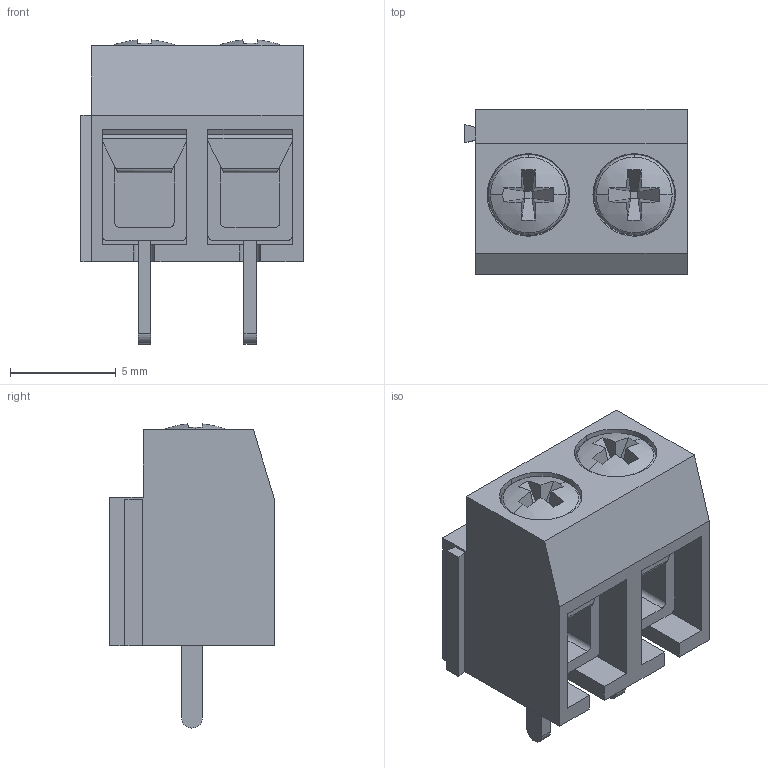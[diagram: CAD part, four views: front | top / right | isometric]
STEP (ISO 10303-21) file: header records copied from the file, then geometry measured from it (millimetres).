
FILE_DESCRIPTION (( 'STEP AP214' ), '1' );
FILE_NAME ('WJ126V-5.0-2P.stp', '2021-05-16T06:07:39', ( '' ), ( '' ), 'SwSTEP 2.0', 'SolidWorks 2020', '' );
FILE_SCHEMA (( 'AUTOMOTIVE_DESIGN' ));
Length unit declared in the file: millimetre
Products named in the file (5): WJ126V-5.0-2P-InternalMetal; WJ126V-5.0-2P-Screw; WJ126V-5.0-2P; WJ126V-5.0-2P-PlasticShell; WJ126V-5.0-2P-InternalMetal2
Assembly tree (7 placements, depth 2):
  WJ126V-5.0-2P
    WJ126V-5.0-2P-PlasticShell
    WJ126V-5.0-2P-InternalMetal  x2
    WJ126V-5.0-2P-InternalMetal2  x2
    WJ126V-5.0-2P-Screw  x2
Bounding box: 10.5 x 7.8 x 14.37 mm (x, y, z)
Volume: 497.1 mm3; surface area: 1475.8 mm2
Topology: 7 solids, 7 shells, 249 faces, 663 edges, 424 vertices
Faces by surface type: plane 129, cylinder 92, bspline 12, cone 8, torus 4, sphere 4
Entity records: 6452 total; most frequent: CARTESIAN_POINT 2625, ORIENTED_EDGE 796, DIRECTION 726, EDGE_CURVE 398, VERTEX_POINT 256, VECTOR 248, LINE 248, AXIS2_PLACEMENT_3D 239
